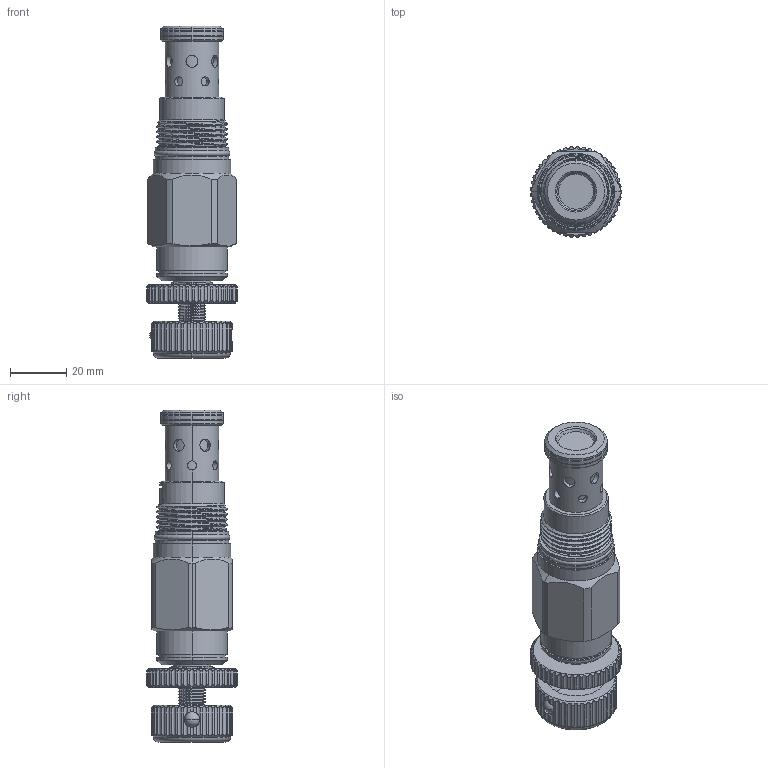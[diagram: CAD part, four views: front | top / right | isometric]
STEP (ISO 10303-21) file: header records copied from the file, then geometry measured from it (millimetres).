
FILE_DESCRIPTION (( 'STEP AP203' ), '1' );
FILE_NAME ('RD3A25-K.STEP', '2021-07-16T05:17:50', ( '' ), ( '' ), 'SwSTEP 2.0', 'SolidWorks 2018', '' );
FILE_SCHEMA (( 'CONFIG_CONTROL_DESIGN' ));
Length unit declared in the file: millimetre
Products named in the file (1): RD3A25-K
Bounding box: 32.18 x 32.2 x 117.81 mm (x, y, z)
Volume: 57591.8 mm3; surface area: 14767.8 mm2
Topology: 1 solids, 1 shells, 533 faces, 1422 edges, 930 vertices
Faces by surface type: cylinder 356, plane 110, cone 43, bspline 12, torus 10, sphere 2
Entity records: 26239 total; most frequent: CARTESIAN_POINT 13542, ORIENTED_EDGE 2844, DIRECTION 2382, EDGE_CURVE 1422, VERTEX_POINT 930, AXIS2_PLACEMENT_3D 890, LINE 602, VECTOR 602
